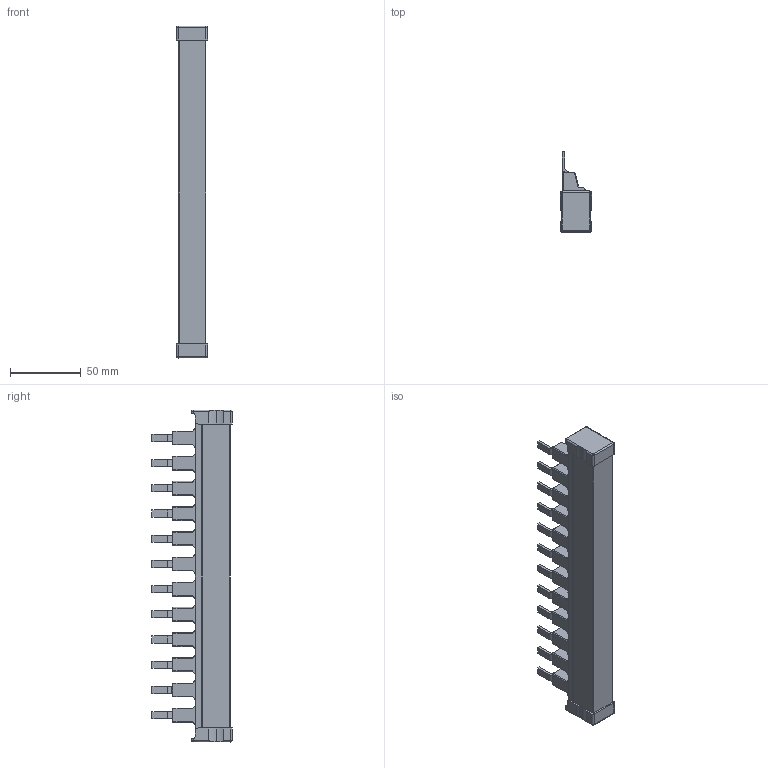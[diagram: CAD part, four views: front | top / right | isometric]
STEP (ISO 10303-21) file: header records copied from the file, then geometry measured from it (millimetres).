
FILE_DESCRIPTION(/* description */ (''),/* implementation_level */ '2;1');
FILE_NAME(/* name */ 'CBA2P12P25X.stp',/* time_stamp */ '2023-09-22T15:37:38+08:00',/* author */ (''),/* organization */ (''),/* preprocessor_version */ 'ST-DEVELOPER v16.7',/* originating_system */ 'SIEMENS PLM Software NX 12.0',/* authorisation */ '');
FILE_SCHEMA (('AUTOMOTIVE_DESIGN { 1 0 10303 214 3 1 1 1 }'));
Products named in the file (1): CBA2P12P25X
Bounding box: 21.9 x 56.62 x 234.5 mm (x, y, z)
Volume: 76622.8 mm3; surface area: 116334.5 mm2
Topology: 18 solids, 18 shells, 2779 faces, 7868 edges, 5081 vertices
Faces by surface type: plane 1998, cylinder 629, bspline 136, sphere 16
Entity records: 91542 total; most frequent: CARTESIAN_POINT 20049, ORIENTED_EDGE 15640, DIRECTION 13811, EDGE_CURVE 7820, LINE 6373, VECTOR 6373, VERTEX_POINT 5073, AXIS2_PLACEMENT_3D 3719
